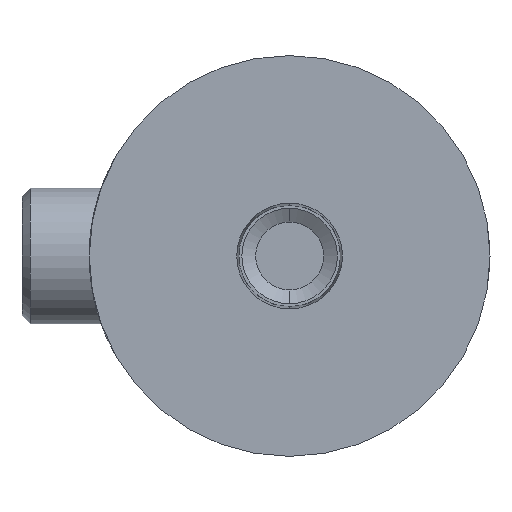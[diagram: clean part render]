
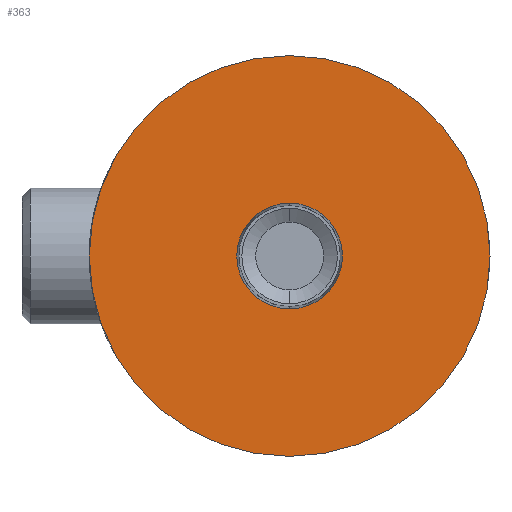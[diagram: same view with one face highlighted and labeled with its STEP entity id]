
A CAD part, front view. The second image highlights one B-rep face of the part: STEP entity #363.
In plain terms, the highlighted planar face has unit normal (0, -1, 0).
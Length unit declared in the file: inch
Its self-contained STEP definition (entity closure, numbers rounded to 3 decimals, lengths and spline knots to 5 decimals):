
#138 = CARTESIAN_POINT ( 'NONE',  ( 0., 0., -0.38921 ) ) ;
#241 = EDGE_CURVE ( 'NONE', #3216, #1626, #3367, .T. ) ;
#363 = ADVANCED_FACE ( 'NONE', ( #3899, #2903 ), #4589, .F. ) ;
#407 = AXIS2_PLACEMENT_3D ( 'NONE', #734, #3358, #1116 ) ;
#499 = CIRCLE ( 'NONE', #407, 0.38921 ) ;
#594 = EDGE_LOOP ( 'NONE', ( #1960, #635 ) ) ;
#635 = ORIENTED_EDGE ( 'NONE', *, *, #4086, .F. ) ;
#729 = DIRECTION ( 'NONE',  ( 0., 0., 1. ) ) ;
#734 = CARTESIAN_POINT ( 'NONE',  ( 0., 0., 0. ) ) ;
#767 = DIRECTION ( 'NONE',  ( 0., 1., 0. ) ) ;
#1116 = DIRECTION ( 'NONE',  ( 0., 0., -1. ) ) ;
#1313 = ORIENTED_EDGE ( 'NONE', *, *, #241, .F. ) ;
#1520 = AXIS2_PLACEMENT_3D ( 'NONE', #3020, #767, #3387 ) ;
#1626 = VERTEX_POINT ( 'NONE', #2851 ) ;
#1714 = EDGE_LOOP ( 'NONE', ( #2884, #1313 ) ) ;
#1769 = CARTESIAN_POINT ( 'NONE',  ( 0., 0., 0. ) ) ;
#1878 = DIRECTION ( 'NONE',  ( 0., 1., 0. ) ) ;
#1960 = ORIENTED_EDGE ( 'NONE', *, *, #2780, .F. ) ;
#2076 = VERTEX_POINT ( 'NONE', #138 ) ;
#2145 = DIRECTION ( 'NONE',  ( 0., 0., -1. ) ) ;
#2347 = CARTESIAN_POINT ( 'NONE',  ( 0., 0., 0. ) ) ;
#2456 = EDGE_CURVE ( 'NONE', #1626, #3216, #3298, .T. ) ;
#2780 = EDGE_CURVE ( 'NONE', #2076, #4007, #499, .T. ) ;
#2797 = AXIS2_PLACEMENT_3D ( 'NONE', #2347, #2984, #729 ) ;
#2851 = CARTESIAN_POINT ( 'NONE',  ( 0., 0., -1.475 ) ) ;
#2884 = ORIENTED_EDGE ( 'NONE', *, *, #2456, .F. ) ;
#2903 = FACE_OUTER_BOUND ( 'NONE', #1714, .T. ) ;
#2917 = AXIS2_PLACEMENT_3D ( 'NONE', #1769, #4394, #2145 ) ;
#2984 = DIRECTION ( 'NONE',  ( 0., 1., 0. ) ) ;
#3020 = CARTESIAN_POINT ( 'NONE',  ( 0., 0., 0. ) ) ;
#3183 = CARTESIAN_POINT ( 'NONE',  ( 0., 0., 0.38921 ) ) ;
#3216 = VERTEX_POINT ( 'NONE', #4524 ) ;
#3298 = CIRCLE ( 'NONE', #1520, 1.475 ) ;
#3358 = DIRECTION ( 'NONE',  ( 0., -1., 0. ) ) ;
#3367 = CIRCLE ( 'NONE', #4663, 1.475 ) ;
#3387 = DIRECTION ( 'NONE',  ( 0., 0., 1. ) ) ;
#3631 = CIRCLE ( 'NONE', #2917, 0.38921 ) ;
#3899 = FACE_BOUND ( 'NONE', #594, .T. ) ;
#4007 = VERTEX_POINT ( 'NONE', #3183 ) ;
#4086 = EDGE_CURVE ( 'NONE', #4007, #2076, #3631, .T. ) ;
#4111 = CARTESIAN_POINT ( 'NONE',  ( 0., 0., 0. ) ) ;
#4394 = DIRECTION ( 'NONE',  ( 0., -1., 0. ) ) ;
#4497 = DIRECTION ( 'NONE',  ( 0., 0., 1. ) ) ;
#4524 = CARTESIAN_POINT ( 'NONE',  ( 0., 0., 1.475 ) ) ;
#4589 = PLANE ( 'NONE',  #2797 ) ;
#4663 = AXIS2_PLACEMENT_3D ( 'NONE', #4111, #1878, #4497 ) ;
